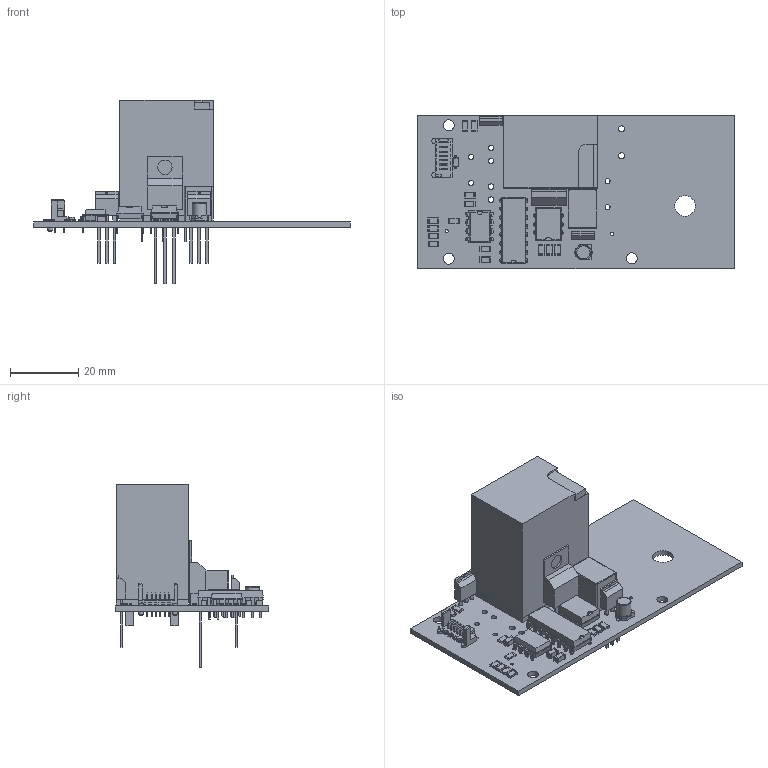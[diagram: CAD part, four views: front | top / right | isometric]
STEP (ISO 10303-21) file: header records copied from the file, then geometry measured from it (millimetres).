
FILE_DESCRIPTION(('KiCad electronic assembly'),'2;1');
FILE_NAME('Buck Converter Mod Circuit.step','2020-05-30T18:11:07',( 'An Author'),('A Company'),'Open CASCADE STEP processor 6.9', 'KiCad to STEP converter','Unknown');
FILE_SCHEMA(('AUTOMOTIVE_DESIGN { 1 0 10303 214 1 1 1 1 }'));
Length unit declared in the file: millimetre
Products named in the file (26): Open CASCADE STEP translator 6.9 1; MMSD4148T3G; COMPOUND; Molex_Picoflex_90325-0006_2x03_P1.27mm_Vertical; SOLID; DS18030-100+; DPDT_Relay; R_1206_3216Metric; DIP-8_W7.62mm; FQU20N06LTU; TIP122; C_1206_3216Metric; EDH475M035A9BAA; SDA03H1BD; Converter_DCDC_RECOM_R-78E-0.5_THT
Assembly tree (38 placements, depth 3):
  Open CASCADE STEP translator 6.9 1
    MMSD4148T3G
      COMPOUND
    Molex_Picoflex_90325-0006_2x03_P1.27mm_Vertical
      SOLID
    DS18030-100+
      COMPOUND
    DPDT_Relay
      COMPOUND
    R_1206_3216Metric  x11
      SOLID
    DIP-8_W7.62mm
      SOLID
    FQU20N06LTU  x2
      COMPOUND
    TIP122
      COMPOUND
    C_1206_3216Metric  x3
      SOLID
    EDH475M035A9BAA
      COMPOUND
    SDA03H1BD
      COMPOUND
    Converter_DCDC_RECOM_R-78E-0.5_THT
      SOLID
    COMPOUND
Bounding box: 93 x 45 x 53.9 mm (x, y, z)
Volume: 30093.6 mm3; surface area: 17839.2 mm2
Topology: 65 solids, 65 shells, 1441 faces, 3677 edges, 2395 vertices
Faces by surface type: plane 1141, cylinder 269, bspline 20, torus 9, cone 2
Full cylindrical faces by diameter (mm): 0.5 x3, 0.59 x2, 0.7 x8, 0.76 x16, 0.8 x6, 0.81 x6, 0.9 x2, 1 x3, 1.27 x6, 1.32 x3, 1.5 x10, 1.66 x2, 1.8 x2, 2.4 x8, 3.2 x3, 4.2 x1, 4.267 x1, 6.1 x1
Entity records: 73793 total; most frequent: CARTESIAN_POINT 12740, DIRECTION 10645, LINE 7481, VECTOR 7481, ORIENTED_EDGE 5502, PCURVE 5502, DEFINITIONAL_REPRESENTATION 5502, EDGE_CURVE 2751
